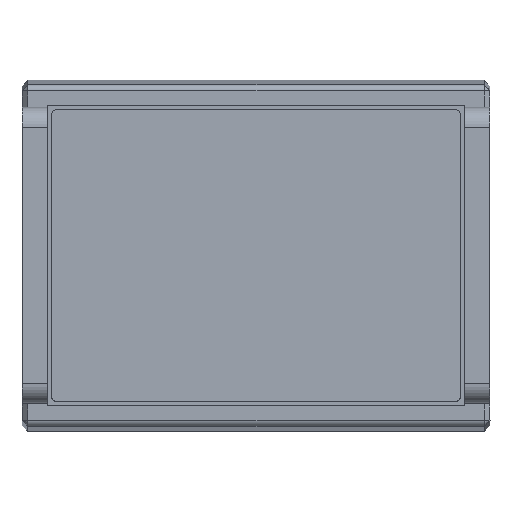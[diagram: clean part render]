
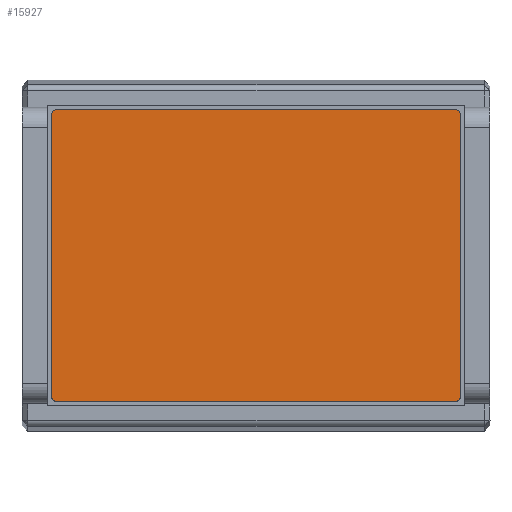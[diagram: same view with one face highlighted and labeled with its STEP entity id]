
A CAD part, top view. The second image highlights one B-rep face of the part: STEP entity #15927.
In plain terms, the highlighted planar face has unit normal (0, 0, 1).
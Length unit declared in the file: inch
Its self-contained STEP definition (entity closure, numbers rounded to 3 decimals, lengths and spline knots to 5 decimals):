
#563 = VERTEX_POINT ( 'NONE', #6562 ) ;
#689 = ORIENTED_EDGE ( 'NONE', *, *, #8561, .F. ) ;
#867 = DIRECTION ( 'NONE',  ( 0., 0., -1. ) ) ;
#1339 = AXIS2_PLACEMENT_3D ( 'NONE', #7949, #5832, #11938 ) ;
#2060 = ORIENTED_EDGE ( 'NONE', *, *, #10124, .T. ) ;
#2693 = ORIENTED_EDGE ( 'NONE', *, *, #6648, .F. ) ;
#2765 = DIRECTION ( 'NONE',  ( 0., 0., -1. ) ) ;
#3087 = LINE ( 'NONE', #3352, #26017 ) ;
#3352 = CARTESIAN_POINT ( 'NONE',  ( -0.40157, -0.29528, 0.37402 ) ) ;
#3737 = CARTESIAN_POINT ( 'NONE',  ( 0.41339, 0.28346, 0.37402 ) ) ;
#3868 = CIRCLE ( 'NONE', #1339, 0.01181 ) ;
#4142 = ORIENTED_EDGE ( 'NONE', *, *, #10840, .T. ) ;
#4203 = CIRCLE ( 'NONE', #11432, 0.01181 ) ;
#4239 = AXIS2_PLACEMENT_3D ( 'NONE', #11202, #9078, #7078 ) ;
#4460 = CARTESIAN_POINT ( 'NONE',  ( -0.40157, 0.29528, 0.37402 ) ) ;
#4940 = EDGE_CURVE ( 'NONE', #21998, #7438, #16154, .T. ) ;
#5154 = CARTESIAN_POINT ( 'NONE',  ( 0.40157, 0.29528, 0.37402 ) ) ;
#5832 = DIRECTION ( 'NONE',  ( 0., 0., -1. ) ) ;
#6259 = CIRCLE ( 'NONE', #7118, 0.01181 ) ;
#6562 = CARTESIAN_POINT ( 'NONE',  ( 0.41339, 0.28346, 0.37402 ) ) ;
#6648 = EDGE_CURVE ( 'NONE', #24526, #8339, #3868, .T. ) ;
#6709 = CARTESIAN_POINT ( 'NONE',  ( 0.40157, -0.29528, 0.37402 ) ) ;
#6713 = LINE ( 'NONE', #4460, #22860 ) ;
#6795 = CARTESIAN_POINT ( 'NONE',  ( 0.41339, -0.28346, 0.37402 ) ) ;
#6978 = CARTESIAN_POINT ( 'NONE',  ( -0.40157, -0.28346, 0.37402 ) ) ;
#7078 = DIRECTION ( 'NONE',  ( -1., 0., 0. ) ) ;
#7118 = AXIS2_PLACEMENT_3D ( 'NONE', #17209, #15605, #19729 ) ;
#7129 = AXIS2_PLACEMENT_3D ( 'NONE', #19382, #2765, #11000 ) ;
#7438 = VERTEX_POINT ( 'NONE', #21968 ) ;
#7791 = CARTESIAN_POINT ( 'NONE',  ( -0.41339, 0.28346, 0.37402 ) ) ;
#7872 = DIRECTION ( 'NONE',  ( 0., 1., 0. ) ) ;
#7949 = CARTESIAN_POINT ( 'NONE',  ( 0.40157, -0.28346, 0.37402 ) ) ;
#7993 = LINE ( 'NONE', #3737, #10488 ) ;
#8339 = VERTEX_POINT ( 'NONE', #6709 ) ;
#8561 = EDGE_CURVE ( 'NONE', #9831, #563, #6259, .T. ) ;
#8932 = DIRECTION ( 'NONE',  ( 1., 0., 0. ) ) ;
#9078 = DIRECTION ( 'NONE',  ( 0., 0., -1. ) ) ;
#9664 = EDGE_LOOP ( 'NONE', ( #13716, #21167, #16119, #2693, #4142, #689, #2060, #23006 ) ) ;
#9831 = VERTEX_POINT ( 'NONE', #5154 ) ;
#10124 = EDGE_CURVE ( 'NONE', #9831, #19067, #6713, .T. ) ;
#10259 = EDGE_CURVE ( 'NONE', #20207, #7438, #4203, .T. ) ;
#10488 = VECTOR ( 'NONE', #7872, 39.37008 ) ;
#10840 = EDGE_CURVE ( 'NONE', #24526, #563, #7993, .T. ) ;
#11000 = DIRECTION ( 'NONE',  ( -1., 0., 0. ) ) ;
#11202 = CARTESIAN_POINT ( 'NONE',  ( -0.40157, 0.28346, 0.37402 ) ) ;
#11390 = CIRCLE ( 'NONE', #7129, 0.01181 ) ;
#11432 = AXIS2_PLACEMENT_3D ( 'NONE', #6978, #867, #21461 ) ;
#11563 = EDGE_CURVE ( 'NONE', #21998, #19067, #11390, .T. ) ;
#11938 = DIRECTION ( 'NONE',  ( -1., 0., 0. ) ) ;
#12437 = DIRECTION ( 'NONE',  ( -1., 0., 0. ) ) ;
#12543 = CARTESIAN_POINT ( 'NONE',  ( -0.40157, -0.29528, 0.37402 ) ) ;
#13716 = ORIENTED_EDGE ( 'NONE', *, *, #4940, .T. ) ;
#14638 = EDGE_CURVE ( 'NONE', #20207, #8339, #3087, .T. ) ;
#15605 = DIRECTION ( 'NONE',  ( 0., 0., -1. ) ) ;
#15927 = ADVANCED_FACE ( 'NONE', ( #21286 ), #19702, .F. ) ;
#16119 = ORIENTED_EDGE ( 'NONE', *, *, #14638, .T. ) ;
#16154 = LINE ( 'NONE', #7791, #19390 ) ;
#17209 = CARTESIAN_POINT ( 'NONE',  ( 0.40157, 0.28346, 0.37402 ) ) ;
#18325 = CARTESIAN_POINT ( 'NONE',  ( -0.41339, 0.28346, 0.37402 ) ) ;
#19067 = VERTEX_POINT ( 'NONE', #25419 ) ;
#19382 = CARTESIAN_POINT ( 'NONE',  ( -0.40157, 0.28346, 0.37402 ) ) ;
#19390 = VECTOR ( 'NONE', #20269, 39.37008 ) ;
#19702 = PLANE ( 'NONE',  #4239 ) ;
#19729 = DIRECTION ( 'NONE',  ( -1., 0., 0. ) ) ;
#20207 = VERTEX_POINT ( 'NONE', #12543 ) ;
#20269 = DIRECTION ( 'NONE',  ( 0., -1., 0. ) ) ;
#21167 = ORIENTED_EDGE ( 'NONE', *, *, #10259, .F. ) ;
#21286 = FACE_OUTER_BOUND ( 'NONE', #9664, .T. ) ;
#21461 = DIRECTION ( 'NONE',  ( -1., 0., 0. ) ) ;
#21968 = CARTESIAN_POINT ( 'NONE',  ( -0.41339, -0.28346, 0.37402 ) ) ;
#21998 = VERTEX_POINT ( 'NONE', #18325 ) ;
#22860 = VECTOR ( 'NONE', #12437, 39.37008 ) ;
#23006 = ORIENTED_EDGE ( 'NONE', *, *, #11563, .F. ) ;
#24526 = VERTEX_POINT ( 'NONE', #6795 ) ;
#25419 = CARTESIAN_POINT ( 'NONE',  ( -0.40157, 0.29528, 0.37402 ) ) ;
#26017 = VECTOR ( 'NONE', #8932, 39.37008 ) ;
